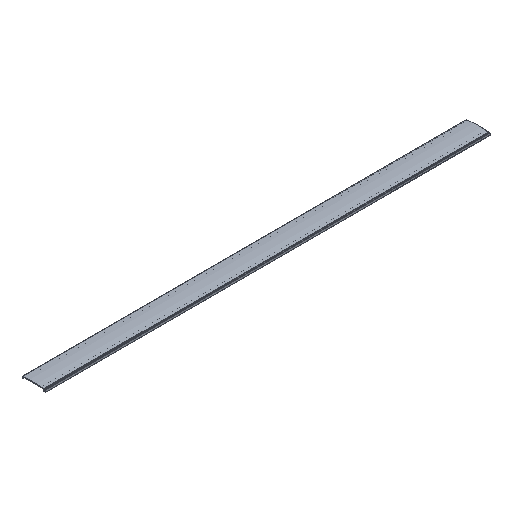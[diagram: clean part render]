
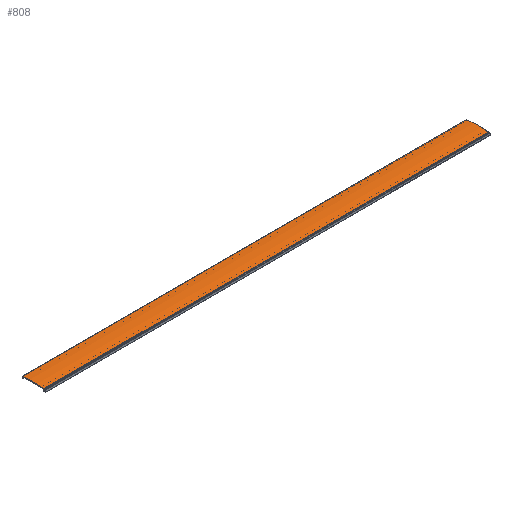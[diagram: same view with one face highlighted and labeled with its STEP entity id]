
A CAD part, isometric view. The second image highlights one B-rep face of the part: STEP entity #808.
In plain terms, the highlighted cylindrical face has radius 175.034 mm (diameter 350.068 mm), a partial arc.
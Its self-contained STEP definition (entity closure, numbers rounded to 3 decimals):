
#781=AXIS2_PLACEMENT_3D('Cylinder Axis2P3D',#778,#779,#780) ;
#785=AXIS2_PLACEMENT_3D('Circle Axis2P3D',#783,#784,$) ;
#799=AXIS2_PLACEMENT_3D('Circle Axis2P3D',#797,#798,$) ;
#755=CARTESIAN_POINT('Vertex',(0.,38.999,4.553)) ;
#758=CARTESIAN_POINT('Line Origine',(375.,38.999,4.553)) ;
#762=CARTESIAN_POINT('Vertex',(750.,38.999,4.553)) ;
#778=CARTESIAN_POINT('Axis2P3D Location',(375.,20.848,-169.537)) ;
#783=CARTESIAN_POINT('Axis2P3D Location',(0.,20.848,-169.537)) ;
#787=CARTESIAN_POINT('Vertex',(0.,2.608,4.544)) ;
#790=CARTESIAN_POINT('Line Origine',(375.,2.608,4.544)) ;
#794=CARTESIAN_POINT('Vertex',(750.,2.608,4.544)) ;
#797=CARTESIAN_POINT('Axis2P3D Location',(750.,20.848,-169.537)) ;
#759=DIRECTION('Vector Direction',(1.,0.,0.)) ;
#779=DIRECTION('Axis2P3D Direction',(1.,0.,0.)) ;
#780=DIRECTION('Axis2P3D XDirection',(0.,0.104,0.995)) ;
#784=DIRECTION('Axis2P3D Direction',(1.,0.,0.)) ;
#791=DIRECTION('Vector Direction',(1.,0.,0.)) ;
#798=DIRECTION('Axis2P3D Direction',(1.,0.,0.)) ;
#760=VECTOR('Line Direction',#759,1.) ;
#792=VECTOR('Line Direction',#791,1.) ;
#803=ORIENTED_EDGE('',*,*,#789,.T.) ;
#804=ORIENTED_EDGE('',*,*,#796,.F.) ;
#805=ORIENTED_EDGE('',*,*,#801,.F.) ;
#806=ORIENTED_EDGE('',*,*,#764,.T.) ;
#808=ADVANCED_FACE('ABDECKHAUBE',(#807),#782,.T.) ;
#786=CIRCLE('generated circle',#785,175.034) ;
#800=CIRCLE('generated circle',#799,175.034) ;
#782=CYLINDRICAL_SURFACE('generated cylinder',#781,175.034) ;
#764=EDGE_CURVE('',#763,#756,#761,.F.) ;
#789=EDGE_CURVE('',#756,#788,#786,.T.) ;
#796=EDGE_CURVE('',#795,#788,#793,.F.) ;
#801=EDGE_CURVE('',#763,#795,#800,.T.) ;
#802=EDGE_LOOP('',(#803,#804,#805,#806)) ;
#807=FACE_OUTER_BOUND('',#802,.T.) ;
#761=LINE('Line',#758,#760) ;
#793=LINE('Line',#790,#792) ;
#756=VERTEX_POINT('',#755) ;
#763=VERTEX_POINT('',#762) ;
#788=VERTEX_POINT('',#787) ;
#795=VERTEX_POINT('',#794) ;
